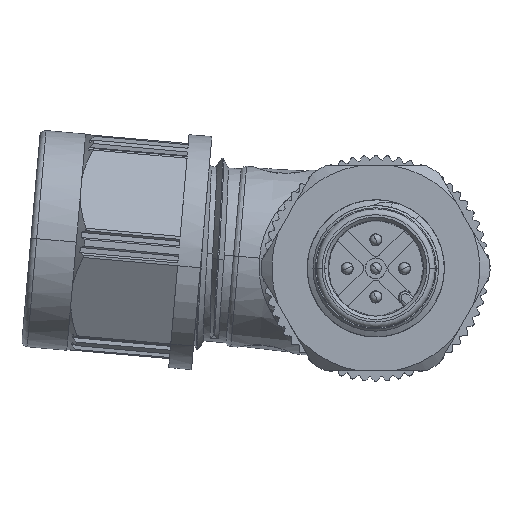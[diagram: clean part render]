
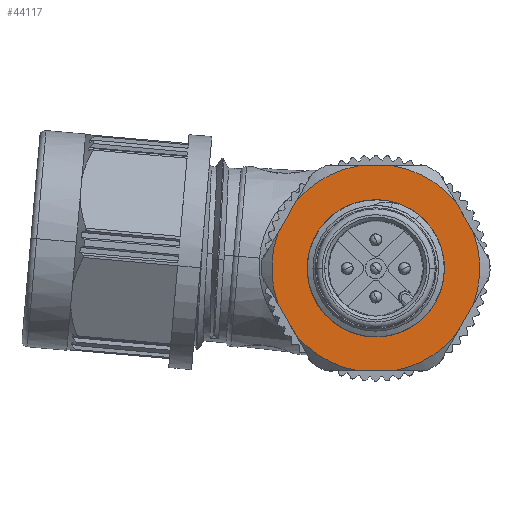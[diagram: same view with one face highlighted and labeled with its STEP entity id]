
A CAD part, front view. The second image highlights one B-rep face of the part: STEP entity #44117.
In plain terms, the highlighted planar face has unit normal (0, -1, 0).
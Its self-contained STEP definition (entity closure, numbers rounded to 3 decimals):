
#15767=CARTESIAN_POINT('',(0.,-4.75,0.));
#15768=DIRECTION('',(0.,-1.,0.));
#15769=DIRECTION('',(-0.938,0.,0.346));
#15770=AXIS2_PLACEMENT_3D('',#15767,#15768,#15769);
#15779=DIRECTION('',(0.5,0.,0.866));
#15780=VECTOR('',#15779,3.081);
#15781=CARTESIAN_POINT('',(6.998,-4.75,-5.819));
#15782=LINE('',#15781,#15780);
#15783=CARTESIAN_POINT('',(0.,-4.75,0.));
#15784=DIRECTION('',(0.,-1.,0.));
#15785=DIRECTION('',(0.169,0.,-0.986));
#15786=AXIS2_PLACEMENT_3D('',#15783,#15784,#15785);
#15788=DIRECTION('',(1.,0.,0.));
#15789=VECTOR('',#15788,3.081);
#15790=CARTESIAN_POINT('',(-1.541,-4.75,-8.97));
#15791=LINE('',#15790,#15789);
#15792=CARTESIAN_POINT('',(0.,-4.75,0.));
#15793=DIRECTION('',(0.,-1.,0.));
#15794=DIRECTION('',(-0.769,0.,-0.639));
#15795=AXIS2_PLACEMENT_3D('',#15792,#15793,#15794);
#15797=DIRECTION('',(0.5,0.,-0.866));
#15798=VECTOR('',#15797,3.081);
#15799=CARTESIAN_POINT('',(-8.539,-4.75,-3.151));
#15800=LINE('',#15799,#15798);
#15801=DIRECTION('',(-0.5,0.,-0.866));
#15802=VECTOR('',#15801,3.081);
#15803=CARTESIAN_POINT('',(-6.998,-4.75,5.819));
#15804=LINE('',#15803,#15802);
#15805=CARTESIAN_POINT('',(0.,-4.75,0.));
#15806=DIRECTION('',(0.,-1.,0.));
#15807=DIRECTION('',(-0.169,0.,0.986));
#15808=AXIS2_PLACEMENT_3D('',#15805,#15806,#15807);
#15810=DIRECTION('',(-1.,0.,0.));
#15811=VECTOR('',#15810,3.081);
#15812=CARTESIAN_POINT('',(1.541,-4.75,8.97));
#15813=LINE('',#15812,#15811);
#15814=CARTESIAN_POINT('',(0.,-4.75,0.));
#15815=DIRECTION('',(0.,-1.,0.));
#15816=DIRECTION('',(0.769,0.,0.639));
#15817=AXIS2_PLACEMENT_3D('',#15814,#15815,#15816);
#15819=DIRECTION('',(-0.5,0.,0.866));
#15820=VECTOR('',#15819,3.081);
#15821=CARTESIAN_POINT('',(8.539,-4.75,3.151));
#15822=LINE('',#15821,#15820);
#15823=CARTESIAN_POINT('',(0.,-4.75,0.));
#15824=DIRECTION('',(0.,-1.,0.));
#15825=DIRECTION('',(-1.,0.,0.));
#15826=AXIS2_PLACEMENT_3D('',#15823,#15824,#15825);
#15828=CARTESIAN_POINT('',(0.,-4.75,0.));
#15829=DIRECTION('',(0.,-1.,0.));
#15830=DIRECTION('',(1.,0.,0.));
#15831=AXIS2_PLACEMENT_3D('',#15828,#15829,#15830);
#15849=CARTESIAN_POINT('',(0.,-4.75,0.));
#15850=DIRECTION('',(0.,-1.,0.));
#15851=DIRECTION('',(0.938,0.,-0.346));
#15852=AXIS2_PLACEMENT_3D('',#15849,#15850,#15851);
#15960=CARTESIAN_POINT('',(6.998,-4.75,-5.819));
#22666=CARTESIAN_POINT('',(-6.,-4.75,0.));
#22667=CARTESIAN_POINT('',(6.,-4.75,0.));
#22668=VERTEX_POINT('',#22666);
#22669=VERTEX_POINT('',#22667);
#22800=VERTEX_POINT('',#15960);
#22826=CARTESIAN_POINT('',(6.998,-4.75,5.819));
#22827=CARTESIAN_POINT('',(1.541,-4.75,8.97));
#22828=VERTEX_POINT('',#22826);
#22829=VERTEX_POINT('',#22827);
#22830=CARTESIAN_POINT('',(-1.541,-4.75,8.97));
#22831=CARTESIAN_POINT('',(-6.998,-4.75,5.819));
#22832=VERTEX_POINT('',#22830);
#22833=VERTEX_POINT('',#22831);
#22834=CARTESIAN_POINT('',(-6.998,-4.75,-5.819));
#22835=CARTESIAN_POINT('',(-1.541,-4.75,-8.97));
#22836=VERTEX_POINT('',#22834);
#22837=VERTEX_POINT('',#22835);
#22838=CARTESIAN_POINT('',(1.541,-4.75,-8.97));
#22839=VERTEX_POINT('',#22838);
#22840=CARTESIAN_POINT('',(-8.539,-4.75,-3.151));
#22841=VERTEX_POINT('',#22840);
#22842=CARTESIAN_POINT('',(-8.539,-4.75,3.151));
#22843=VERTEX_POINT('',#22842);
#22844=CARTESIAN_POINT('',(8.539,-4.75,3.151));
#22845=VERTEX_POINT('',#22844);
#22846=CARTESIAN_POINT('',(8.539,-4.75,-3.151));
#22847=VERTEX_POINT('',#22846);
#44082=CARTESIAN_POINT('',(0.,-4.75,0.));
#44083=DIRECTION('',(0.,-1.,0.));
#44084=DIRECTION('',(-1.,0.,0.));
#44085=AXIS2_PLACEMENT_3D('',#44082,#44083,#44084);
#44086=PLANE('',#44085);
#44088=ORIENTED_EDGE('',*,*,#44087,.F.);
#44090=ORIENTED_EDGE('',*,*,#44089,.F.);
#44092=ORIENTED_EDGE('',*,*,#44091,.F.);
#44094=ORIENTED_EDGE('',*,*,#44093,.F.);
#44096=ORIENTED_EDGE('',*,*,#44095,.F.);
#44097=ORIENTED_EDGE('',*,*,#44062,.F.);
#44098=ORIENTED_EDGE('',*,*,#44044,.F.);
#44100=ORIENTED_EDGE('',*,*,#44099,.F.);
#44102=ORIENTED_EDGE('',*,*,#44101,.F.);
#44104=ORIENTED_EDGE('',*,*,#44103,.F.);
#44106=ORIENTED_EDGE('',*,*,#44105,.F.);
#44108=ORIENTED_EDGE('',*,*,#44107,.F.);
#44109=EDGE_LOOP('',(#44088,#44090,#44092,#44094,#44096,#44097,#44098,#44100,
#44102,#44104,#44106,#44108));
#44110=FACE_OUTER_BOUND('',#44109,.F.);
#44112=ORIENTED_EDGE('',*,*,#44111,.T.);
#44114=ORIENTED_EDGE('',*,*,#44113,.T.);
#44115=EDGE_LOOP('',(#44112,#44114));
#44116=FACE_BOUND('',#44115,.F.);
#15771=CIRCLE('',#15770,9.101);
#15787=CIRCLE('',#15786,9.101);
#15796=CIRCLE('',#15795,9.101);
#15809=CIRCLE('',#15808,9.101);
#15818=CIRCLE('',#15817,9.101);
#15827=CIRCLE('',#15826,6.);
#15832=CIRCLE('',#15831,6.);
#15853=CIRCLE('',#15852,9.101);
#44044=EDGE_CURVE('',#22843,#22841,#15771,.T.);
#44062=EDGE_CURVE('',#22841,#22836,#15800,.T.);
#44087=EDGE_CURVE('',#22847,#22845,#15853,.T.);
#44089=EDGE_CURVE('',#22800,#22847,#15782,.T.);
#44091=EDGE_CURVE('',#22839,#22800,#15787,.T.);
#44093=EDGE_CURVE('',#22837,#22839,#15791,.T.);
#44095=EDGE_CURVE('',#22836,#22837,#15796,.T.);
#44099=EDGE_CURVE('',#22833,#22843,#15804,.T.);
#44101=EDGE_CURVE('',#22832,#22833,#15809,.T.);
#44103=EDGE_CURVE('',#22829,#22832,#15813,.T.);
#44105=EDGE_CURVE('',#22828,#22829,#15818,.T.);
#44107=EDGE_CURVE('',#22845,#22828,#15822,.T.);
#44111=EDGE_CURVE('',#22668,#22669,#15827,.T.);
#44113=EDGE_CURVE('',#22669,#22668,#15832,.T.);
#44117=ADVANCED_FACE('',(#44110,#44116),#44086,.T.);
